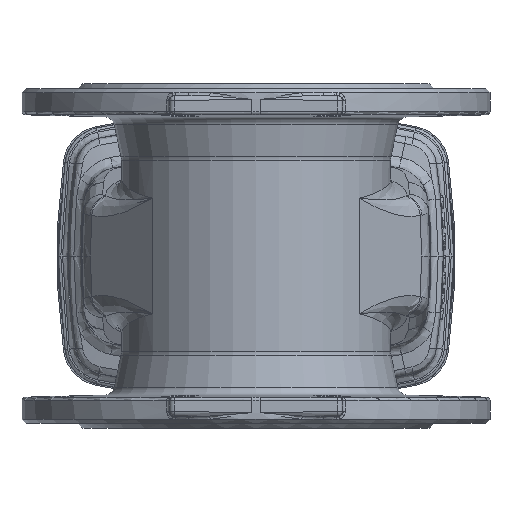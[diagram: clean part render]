
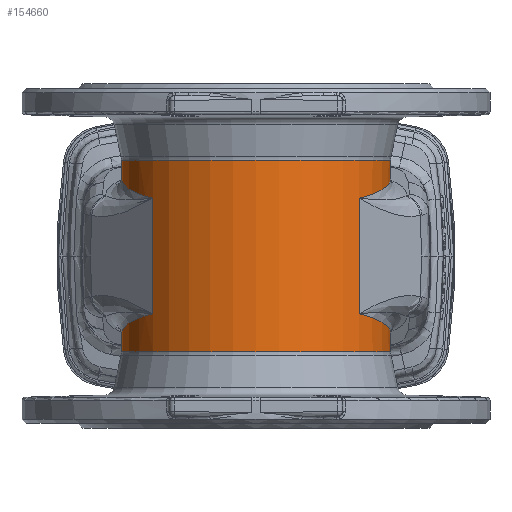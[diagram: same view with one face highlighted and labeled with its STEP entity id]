
A CAD part, front view. The second image highlights one B-rep face of the part: STEP entity #154660.
In plain terms, the highlighted cylindrical face has radius 82 mm (diameter 164 mm), a partial arc.
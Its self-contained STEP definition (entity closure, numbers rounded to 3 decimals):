
#2182 = EDGE_CURVE ( 'NONE', #188325, #28437, #31635, .T. ) ;
#3039 = EDGE_CURVE ( 'NONE', #24024, #98337, #61517, .T. ) ;
#4839 = VECTOR ( 'NONE', #61618, 1000. ) ;
#8264 =( BOUNDED_CURVE ( )  B_SPLINE_CURVE ( 3, ( #59194, #203868, #43739, #156064 ),
 .UNSPECIFIED., .F., .F. ) 
 B_SPLINE_CURVE_WITH_KNOTS ( ( 4, 4 ),
 ( 1.696, 2.394 ),
 .UNSPECIFIED. ) 
 CURVE ( )  GEOMETRIC_REPRESENTATION_ITEM ( )  RATIONAL_B_SPLINE_CURVE ( ( 1., 0.96, 0.96, 1. ) ) 
 REPRESENTATION_ITEM ( '' )  );
#10592 = CARTESIAN_POINT ( 'NONE',  ( 62.816, -267.709, -35.149 ) ) ;
#11757 = CARTESIAN_POINT ( 'NONE',  ( -82., -215., 0. ) ) ;
#12322 = DIRECTION ( 'NONE',  ( 0., 0., -1. ) ) ;
#14349 = DIRECTION ( 'NONE',  ( 0., 0., 1. ) ) ;
#14356 = EDGE_CURVE ( 'NONE', #189178, #154535, #94569, .T. ) ;
#17878 = VERTEX_POINT ( 'NONE', #129550 ) ;
#20432 = CARTESIAN_POINT ( 'NONE',  ( -82., -215., 0. ) ) ;
#24024 = VERTEX_POINT ( 'NONE', #125778 ) ;
#26018 = ORIENTED_EDGE ( 'NONE', *, *, #188234, .F. ) ;
#27458 = LINE ( 'NONE', #11757, #4839 ) ;
#28437 = VERTEX_POINT ( 'NONE', #199964 ) ;
#31635 = LINE ( 'NONE', #77631, #61912 ) ;
#35854 = VERTEX_POINT ( 'NONE', #106974 ) ;
#36964 = EDGE_CURVE ( 'NONE', #153811, #35854, #180933, .T. ) ;
#43739 = CARTESIAN_POINT ( 'NONE',  ( -75.337, -252.786, 38.332 ) ) ;
#47913 = CARTESIAN_POINT ( 'NONE',  ( 82., -215., -58.294 ) ) ;
#48759 = VERTEX_POINT ( 'NONE', #132682 ) ;
#51543 = VECTOR ( 'NONE', #71976, 1000. ) ;
#54387 = CARTESIAN_POINT ( 'NONE',  ( 82., -215., 47.143 ) ) ;
#55819 = CARTESIAN_POINT ( 'NONE',  ( -62.816, -267.709, 0. ) ) ;
#59194 = CARTESIAN_POINT ( 'NONE',  ( -82., -215., 47.143 ) ) ;
#60860 = ORIENTED_EDGE ( 'NONE', *, *, #168852, .T. ) ;
#61517 = LINE ( 'NONE', #20432, #167055 ) ;
#61618 = DIRECTION ( 'NONE',  ( 0., 0., 1. ) ) ;
#61846 = EDGE_CURVE ( 'NONE', #17878, #153811, #27458, .T. ) ;
#61912 = VECTOR ( 'NONE', #62162, 1000. ) ;
#62162 = DIRECTION ( 'NONE',  ( 0., 0., 1. ) ) ;
#65405 = ORIENTED_EDGE ( 'NONE', *, *, #127909, .T. ) ;
#66373 = AXIS2_PLACEMENT_3D ( 'NONE', #88840, #170209, #188437 ) ;
#71244 = CARTESIAN_POINT ( 'NONE',  ( -82., -215., -47.143 ) ) ;
#71976 = DIRECTION ( 'NONE',  ( 0., 0., 1. ) ) ;
#74195 = FACE_OUTER_BOUND ( 'NONE', #196201, .T. ) ;
#77631 = CARTESIAN_POINT ( 'NONE',  ( 82., -215., 0. ) ) ;
#85989 = CARTESIAN_POINT ( 'NONE',  ( 62.816, -267.709, 35.149 ) ) ;
#88840 = CARTESIAN_POINT ( 'NONE',  ( 0., -215., 0. ) ) ;
#90453 = VERTEX_POINT ( 'NONE', #107734 ) ;
#91435 = EDGE_CURVE ( 'NONE', #188325, #17878, #148094, .T. ) ;
#94569 = LINE ( 'NONE', #112967, #179911 ) ;
#98337 = VERTEX_POINT ( 'NONE', #136074 ) ;
#98700 = CARTESIAN_POINT ( 'NONE',  ( 75.337, -252.786, -38.332 ) ) ;
#101178 = ORIENTED_EDGE ( 'NONE', *, *, #2182, .T. ) ;
#106974 = CARTESIAN_POINT ( 'NONE',  ( -62.816, -267.709, -35.149 ) ) ;
#107734 = CARTESIAN_POINT ( 'NONE',  ( -62.816, -267.709, 35.149 ) ) ;
#108833 = ORIENTED_EDGE ( 'NONE', *, *, #14356, .T. ) ;
#111287 = AXIS2_PLACEMENT_3D ( 'NONE', #161576, #113224, #163629 ) ;
#112967 = CARTESIAN_POINT ( 'NONE',  ( 82., -215., 0. ) ) ;
#113224 = DIRECTION ( 'NONE',  ( 0., 0., -1. ) ) ;
#116416 = AXIS2_PLACEMENT_3D ( 'NONE', #142837, #12322, #172387 ) ;
#116878 = CYLINDRICAL_SURFACE ( 'NONE', #66373, 82. ) ;
#120453 = CARTESIAN_POINT ( 'NONE',  ( 82., -215., 58.294 ) ) ;
#121774 = CARTESIAN_POINT ( 'NONE',  ( -82., -215., -47.143 ) ) ;
#125778 = CARTESIAN_POINT ( 'NONE',  ( -82., -215., 47.143 ) ) ;
#127909 = EDGE_CURVE ( 'NONE', #48759, #189178, #165344, .T. ) ;
#129550 = CARTESIAN_POINT ( 'NONE',  ( -82., -215., -58.294 ) ) ;
#130461 = DIRECTION ( 'NONE',  ( 0., 0., 1. ) ) ;
#131668 = CARTESIAN_POINT ( 'NONE',  ( 82., -234.48, -42.497 ) ) ;
#132682 = CARTESIAN_POINT ( 'NONE',  ( 62.816, -267.709, 35.149 ) ) ;
#135093 = CARTESIAN_POINT ( 'NONE',  ( 75.337, -252.786, 38.332 ) ) ;
#136074 = CARTESIAN_POINT ( 'NONE',  ( -82., -215., 58.294 ) ) ;
#139213 = CARTESIAN_POINT ( 'NONE',  ( -82., -234.48, -42.497 ) ) ;
#139362 = ORIENTED_EDGE ( 'NONE', *, *, #183892, .T. ) ;
#139905 = CARTESIAN_POINT ( 'NONE',  ( 82., -215., 47.143 ) ) ;
#142837 = CARTESIAN_POINT ( 'NONE',  ( 0., -215., -58.294 ) ) ;
#143727 = ORIENTED_EDGE ( 'NONE', *, *, #148221, .F. ) ;
#147010 = LINE ( 'NONE', #55819, #51543 ) ;
#148094 = CIRCLE ( 'NONE', #116416, 82. ) ;
#148221 = EDGE_CURVE ( 'NONE', #152578, #28437, #200818, .T. ) ;
#148444 = CARTESIAN_POINT ( 'NONE',  ( 62.816, -267.709, -35.149 ) ) ;
#148547 = VECTOR ( 'NONE', #14349, 1000. ) ;
#151056 = ORIENTED_EDGE ( 'NONE', *, *, #36964, .F. ) ;
#152578 = VERTEX_POINT ( 'NONE', #10592 ) ;
#153158 = CIRCLE ( 'NONE', #111287, 82. ) ;
#153811 = VERTEX_POINT ( 'NONE', #71244 ) ;
#154535 = VERTEX_POINT ( 'NONE', #120453 ) ;
#154660 = ADVANCED_FACE ( 'NONE', ( #74195 ), #116878, .T. ) ;
#156064 = CARTESIAN_POINT ( 'NONE',  ( -62.816, -267.709, 35.149 ) ) ;
#160461 = ORIENTED_EDGE ( 'NONE', *, *, #61846, .F. ) ;
#161576 = CARTESIAN_POINT ( 'NONE',  ( 0., -215., 58.294 ) ) ;
#163629 = DIRECTION ( 'NONE',  ( 1., 0., 0. ) ) ;
#163913 = ORIENTED_EDGE ( 'NONE', *, *, #189159, .T. ) ;
#164558 = CARTESIAN_POINT ( 'NONE',  ( 82., -215., -47.143 ) ) ;
#165344 =( BOUNDED_CURVE ( )  B_SPLINE_CURVE ( 3, ( #85989, #135093, #198323, #54387 ),
 .UNSPECIFIED., .F., .F. ) 
 B_SPLINE_CURVE_WITH_KNOTS ( ( 4, 4 ),
 ( 3.889, 4.587 ),
 .UNSPECIFIED. ) 
 CURVE ( )  GEOMETRIC_REPRESENTATION_ITEM ( )  RATIONAL_B_SPLINE_CURVE ( ( 1., 0.96, 0.96, 1. ) ) 
 REPRESENTATION_ITEM ( '' )  );
#165736 = DIRECTION ( 'NONE',  ( 0., 0., 1. ) ) ;
#167055 = VECTOR ( 'NONE', #165736, 1000. ) ;
#168852 = EDGE_CURVE ( 'NONE', #152578, #48759, #176121, .T. ) ;
#170209 = DIRECTION ( 'NONE',  ( 0., 0., 1. ) ) ;
#172387 = DIRECTION ( 'NONE',  ( 1., 0., 0. ) ) ;
#176121 = LINE ( 'NONE', #208181, #148547 ) ;
#179911 = VECTOR ( 'NONE', #130461, 1000. ) ;
#180933 =( BOUNDED_CURVE ( )  B_SPLINE_CURVE ( 3, ( #121774, #139213, #186301, #201781 ),
 .UNSPECIFIED., .F., .T. ) 
 B_SPLINE_CURVE_WITH_KNOTS ( ( 4, 4 ),
 ( 1.696, 2.394 ),
 .UNSPECIFIED. ) 
 CURVE ( )  GEOMETRIC_REPRESENTATION_ITEM ( )  RATIONAL_B_SPLINE_CURVE ( ( 1., 0.96, 0.96, 1. ) ) 
 REPRESENTATION_ITEM ( '' )  );
#183892 = EDGE_CURVE ( 'NONE', #154535, #98337, #153158, .T. ) ;
#186301 = CARTESIAN_POINT ( 'NONE',  ( -75.337, -252.786, -38.332 ) ) ;
#188234 = EDGE_CURVE ( 'NONE', #35854, #90453, #147010, .T. ) ;
#188325 = VERTEX_POINT ( 'NONE', #47913 ) ;
#188437 = DIRECTION ( 'NONE',  ( 1., 0., 0. ) ) ;
#189159 = EDGE_CURVE ( 'NONE', #24024, #90453, #8264, .T. ) ;
#189178 = VERTEX_POINT ( 'NONE', #139905 ) ;
#189816 = ORIENTED_EDGE ( 'NONE', *, *, #91435, .F. ) ;
#196201 = EDGE_LOOP ( 'NONE', ( #160461, #189816, #101178, #143727, #60860, #65405, #108833, #139362, #197027, #163913, #26018, #151056 ) ) ;
#197027 = ORIENTED_EDGE ( 'NONE', *, *, #3039, .F. ) ;
#198323 = CARTESIAN_POINT ( 'NONE',  ( 82., -234.48, 42.497 ) ) ;
#199964 = CARTESIAN_POINT ( 'NONE',  ( 82., -215., -47.143 ) ) ;
#200818 =( BOUNDED_CURVE ( )  B_SPLINE_CURVE ( 3, ( #148444, #98700, #131668, #164558 ),
 .UNSPECIFIED., .F., .F. ) 
 B_SPLINE_CURVE_WITH_KNOTS ( ( 4, 4 ),
 ( 3.889, 4.587 ),
 .UNSPECIFIED. ) 
 CURVE ( )  GEOMETRIC_REPRESENTATION_ITEM ( )  RATIONAL_B_SPLINE_CURVE ( ( 1., 0.96, 0.96, 1. ) ) 
 REPRESENTATION_ITEM ( '' )  );
#201781 = CARTESIAN_POINT ( 'NONE',  ( -62.816, -267.709, -35.149 ) ) ;
#203868 = CARTESIAN_POINT ( 'NONE',  ( -82., -234.48, 42.497 ) ) ;
#208181 = CARTESIAN_POINT ( 'NONE',  ( 62.816, -267.709, 0. ) ) ;
